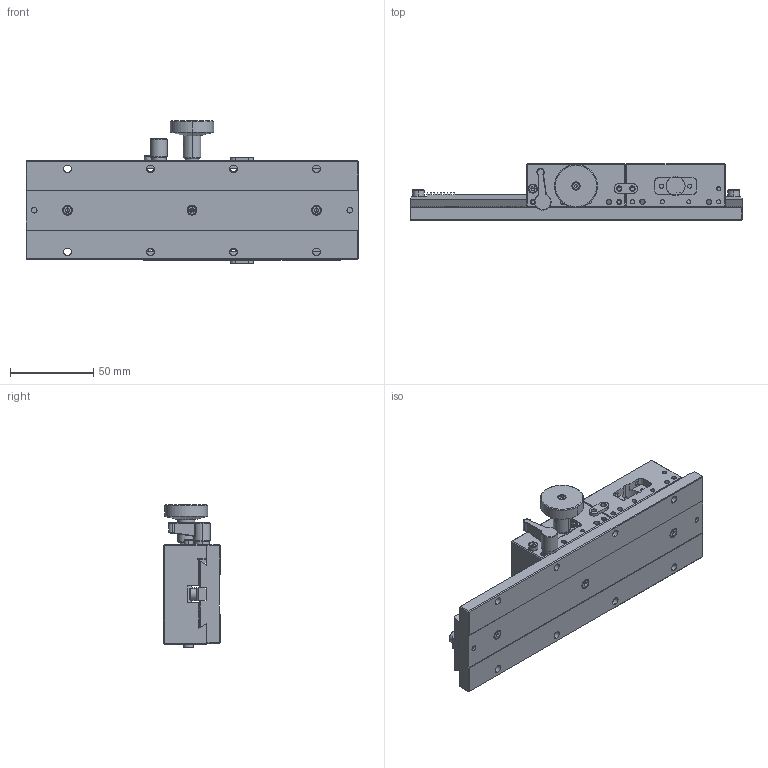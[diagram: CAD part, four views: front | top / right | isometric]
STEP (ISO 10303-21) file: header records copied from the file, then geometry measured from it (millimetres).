
FILE_DESCRIPTION (( 'STEP AP203' ), '1' );
FILE_NAME ('AD140C-60D1(AP203).STEP', '2020-10-29T07:55:02', ( 'China' ), ( 'Microsoft' ), 'SwSTEP 2.0', 'SolidWorks 2017', '' );
FILE_SCHEMA (( 'CONFIG_CONTROL_DESIGN' ));
Length unit declared in the file: millimetre
Products named in the file (1): AD140C-60D1(AP203)
Bounding box: 200 x 34 x 85.99 mm (x, y, z)
Surface area: 67552.3 mm2 (no closed solid volume)
Topology: 0 solids, 35 shells, 567 faces, 1852 edges, 1276 vertices
Faces by surface type: plane 306, cylinder 196, cone 34, torus 28, bspline 3
Entity records: 20598 total; most frequent: CARTESIAN_POINT 4129, DIRECTION 3521, ORIENTED_EDGE 2995, EDGE_CURVE 1834, VERTEX_POINT 1276, VECTOR 1201, LINE 1201, AXIS2_PLACEMENT_3D 1160
